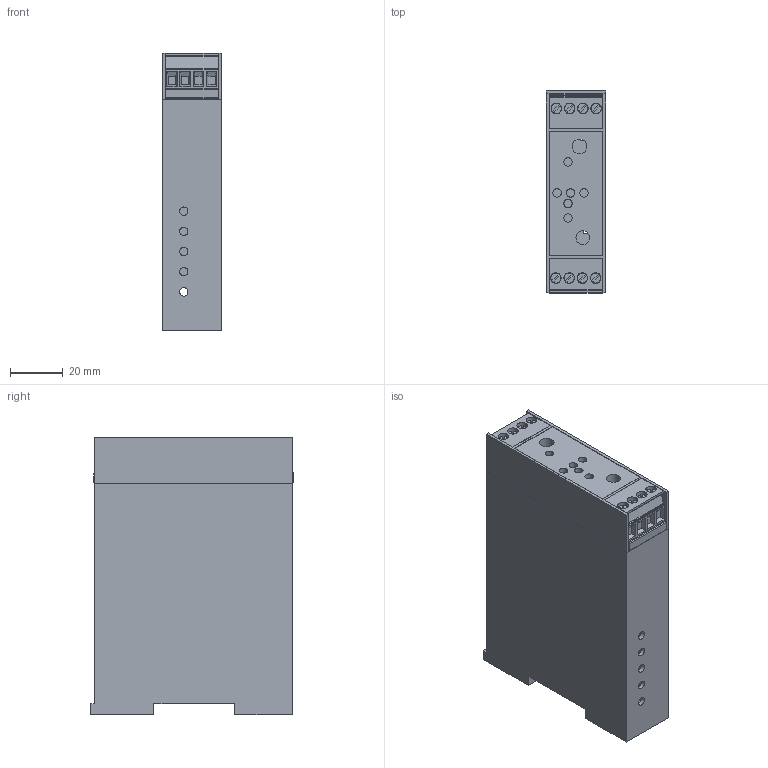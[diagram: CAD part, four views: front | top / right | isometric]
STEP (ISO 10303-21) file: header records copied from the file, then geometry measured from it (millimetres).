
FILE_DESCRIPTION (( 'STEP AP214' ), '1' );
FILE_NAME ('ECA 101.STEP', '2019-09-20T15:53:23', ( '' ), ( '' ), 'SwSTEP 2.0', 'SolidWorks 2018', '' );
FILE_SCHEMA (( 'AUTOMOTIVE_DESIGN' ));
Length unit declared in the file: inch
Products named in the file (9): Assembly-1; 1784299.stp; Imported1; connector; B015-5200.001 ECA100 Housing Cover; mvstbw_2.5-4-steh_Body_1; B015-5220.001 ECL100 Housing Base; ECA 101; mvstbw_2.5-4-steh_Asm_1
Assembly tree (9 placements, depth 7):
  ECA 101
    B015-5220.001 ECL100 Housing Base
    B015-5200.001 ECA100 Housing Cover
    connector  x2
      Assembly-1
        Imported1
          1784299.stp
            mvstbw_2.5-4-steh_Asm_1
              mvstbw_2.5-4-steh_Body_1
Bounding box: 22.45 x 76.5 x 104.88 mm (x, y, z)
Volume: 48492.4 mm3; surface area: 48864.1 mm2
Topology: 4 solids, 4 shells, 512 faces, 1345 edges, 900 vertices
Faces by surface type: plane 393, cylinder 119
Full cylindrical faces by diameter (mm): 0.457 x2, 1.4 x8, 2.8 x6, 3.175 x11, 3.783 x8, 4 x8, 5.156 x1, 5.563 x1
Entity records: 9651 total; most frequent: CARTESIAN_POINT 1581, DIRECTION 1528, ORIENTED_EDGE 1500, EDGE_CURVE 750, LINE 602, VECTOR 602, VERTEX_POINT 516, AXIS2_PLACEMENT_3D 463
